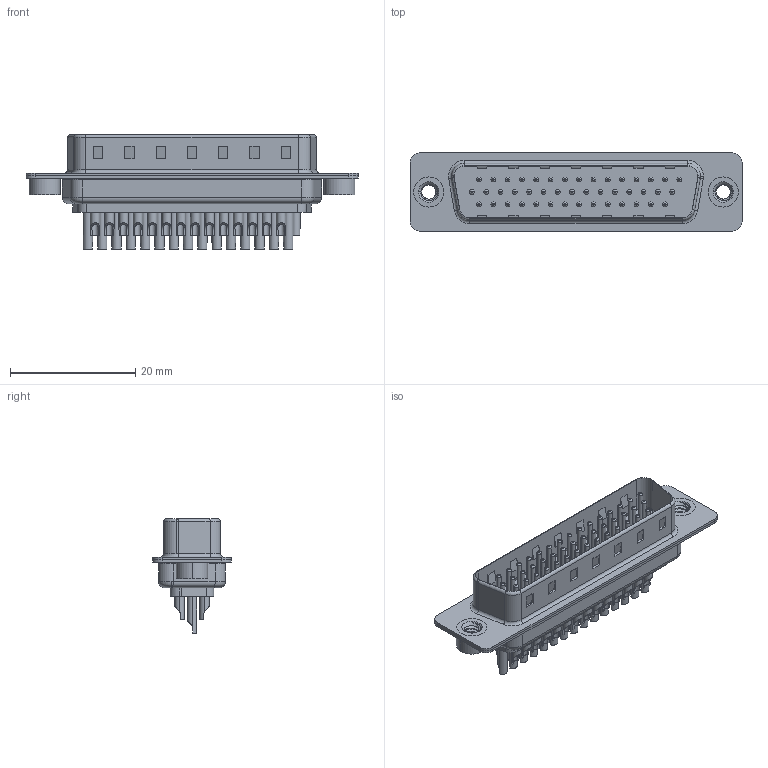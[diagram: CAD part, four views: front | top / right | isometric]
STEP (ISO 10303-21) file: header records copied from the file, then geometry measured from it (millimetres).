
FILE_DESCRIPTION (( 'STEP AP203' ), '1' );
FILE_NAME ('637-M44-332-BT2.STEP', '2018-11-20T01:20:55', ( '' ), ( '' ), 'SwSTEP 2.0', 'SolidWorks 2016', '' );
FILE_SCHEMA (( 'CONFIG_CONTROL_DESIGN' ));
Length unit declared in the file: millimetre
Products named in the file (8): 637M 4-40 Threaded Rivet; 637-M44-332-BT2; 637M Housing_44 Contacts; 637M Shell Front_44 Contacts; 637M Shell Rear_44 Contacts; 637M Contact Row 1_32; 637M Contact Row 2_32; 637M Contact Row 3_32
Assembly tree (49 placements, depth 2):
  637-M44-332-BT2
    637M Housing_44 Contacts
    637M Shell Front_44 Contacts
    637M Shell Rear_44 Contacts
    637M Contact Row 1_32  x15
    637M Contact Row 2_32  x15
    637M Contact Row 3_32  x14
    637M 4-40 Threaded Rivet  x2
Bounding box: 53.05 x 12.5 x 18.25 mm (x, y, z)
Volume: 2973.9 mm3; surface area: 9009.8 mm2
Topology: 49 solids, 49 shells, 2004 faces, 4653 edges, 2846 vertices
Faces by surface type: cylinder 841, plane 567, torus 490, cone 100, bspline 6
Entity records: 26728 total; most frequent: CARTESIAN_POINT 5532, DIRECTION 4364, ORIENTED_EDGE 3720, EDGE_CURVE 1860, AXIS2_PLACEMENT_3D 1750, VERTEX_POINT 1195, EDGE_LOOP 1015, CIRCLE 919
